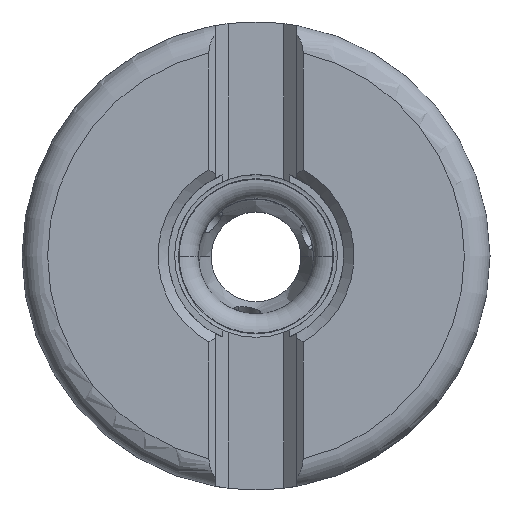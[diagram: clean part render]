
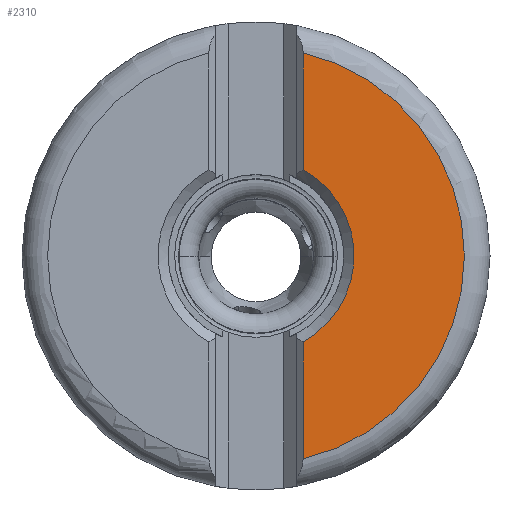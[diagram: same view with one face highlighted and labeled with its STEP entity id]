
A CAD part, top view. The second image highlights one B-rep face of the part: STEP entity #2310.
In plain terms, the highlighted planar face has unit normal (0, 0, 1).
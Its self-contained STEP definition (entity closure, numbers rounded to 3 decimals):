
#1397=PLANE('',#29267);
#2310=ADVANCED_FACE('',(#4497),#1397,.T.);
#4497=FACE_OUTER_BOUND('',#6039,.T.);
#6039=EDGE_LOOP('',(#13905,#13906,#13907,#13908,#13909));
#8414=CIRCLE('',#29262,16.257);
#8415=CIRCLE('',#29263,16.257);
#8416=CIRCLE('',#29266,7.65);
#13905=ORIENTED_EDGE('',*,*,#22720,.F.);
#13906=ORIENTED_EDGE('',*,*,#22721,.F.);
#13907=ORIENTED_EDGE('',*,*,#22715,.F.);
#13908=ORIENTED_EDGE('',*,*,#22714,.F.);
#13909=ORIENTED_EDGE('',*,*,#22719,.F.);
#19192=VERTEX_POINT('',#55484);
#19193=VERTEX_POINT('',#55485);
#19194=VERTEX_POINT('',#55487);
#19195=VERTEX_POINT('',#55515);
#19196=VERTEX_POINT('',#55519);
#22714=EDGE_CURVE('',#19192,#19193,#8414,.T.);
#22715=EDGE_CURVE('',#19193,#19194,#8415,.T.);
#22719=EDGE_CURVE('',#19195,#19192,#25241,.T.);
#22720=EDGE_CURVE('',#19196,#19195,#8416,.T.);
#22721=EDGE_CURVE('',#19194,#19196,#25242,.T.);
#25241=LINE('',#55516,#26641);
#25242=LINE('',#55520,#26642);
#26641=VECTOR('',#34977,1.);
#26642=VECTOR('',#34982,1.);
#29262=AXIS2_PLACEMENT_3D('',#55483,#34971,#34972);
#29263=AXIS2_PLACEMENT_3D('',#55486,#34973,#34974);
#29266=AXIS2_PLACEMENT_3D('',#55518,#34980,#34981);
#29267=AXIS2_PLACEMENT_3D('',#55521,#34983,#34984);
#34971=DIRECTION('',(0.,0.,-1.));
#34972=DIRECTION('',(0.226,0.974,0.));
#34973=DIRECTION('',(0.,0.,-1.));
#34974=DIRECTION('',(1.,-0.001,0.));
#34977=DIRECTION('',(0.,1.,0.));
#34980=DIRECTION('',(0.,0.,1.));
#34981=DIRECTION('',(0.48,-0.877,0.));
#34982=DIRECTION('',(0.,1.,0.));
#34983=DIRECTION('',(0.,0.,1.));
#34984=DIRECTION('',(-1.,0.,0.));
#55483=CARTESIAN_POINT('',(0.,0.,0.));
#55484=CARTESIAN_POINT('',(3.675,15.836,0.));
#55485=CARTESIAN_POINT('',(16.256,-0.019,0.));
#55486=CARTESIAN_POINT('',(0.,0.,0.));
#55487=CARTESIAN_POINT('',(3.675,-15.836,0.));
#55515=CARTESIAN_POINT('',(3.675,6.709,0.));
#55516=CARTESIAN_POINT('',(3.675,6.709,0.));
#55518=CARTESIAN_POINT('',(0.,0.,0.));
#55519=CARTESIAN_POINT('',(3.675,-6.709,0.));
#55520=CARTESIAN_POINT('',(3.675,-15.836,0.));
#55521=CARTESIAN_POINT('',(9.966,0.,0.));
